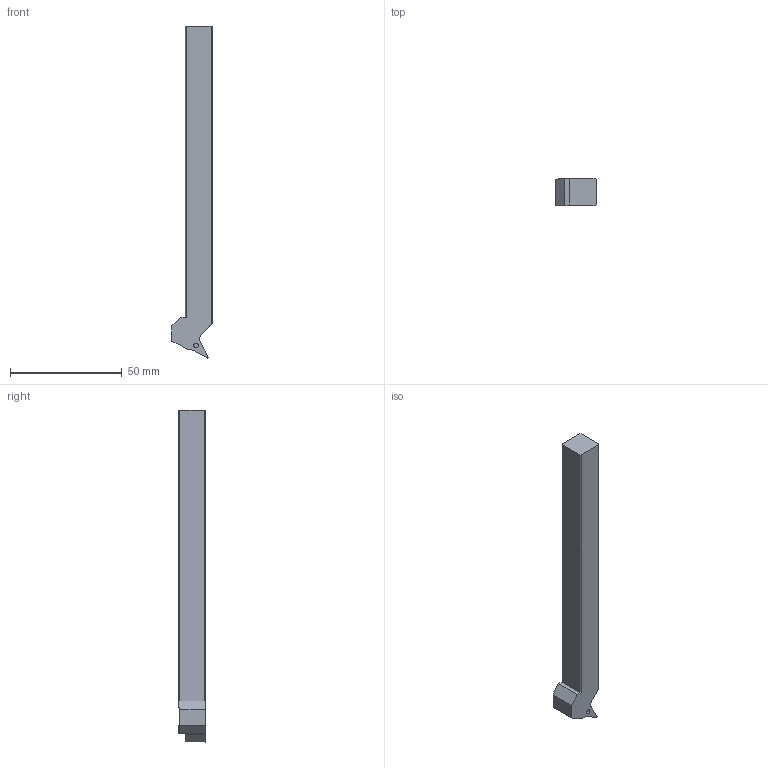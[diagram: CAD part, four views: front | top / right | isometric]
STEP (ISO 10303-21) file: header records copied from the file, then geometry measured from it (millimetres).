
FILE_DESCRIPTION(/* description */ (''),/* implementation_level */ '2;1');
FILE_NAME(/* name */ 'SVPPL1212M11-SM.stp',/* time_stamp */ '2021-12-22T09:37:57+09:00',/* author */ (''),/* organization */ (''),/* preprocessor_version */ 'ST-DEVELOPER v16',/* originating_system */ 'SIEMENS PLM Software NX 10.0',/* authorisation */ '');
FILE_SCHEMA (('AUTOMOTIVE_DESIGN { 1 0 10303 214 3 1 1 1 }'));
Length unit declared in the file: millimetre
Products named in the file (1): SVPPL1212M11-SM_ASM
Bounding box: 18 x 12.04 x 148.31 mm (x, y, z)
Volume: 20894.8 mm3; surface area: 7429.7 mm2
Topology: 2 solids, 2 shells, 70 faces, 200 edges, 137 vertices
Faces by surface type: plane 29, cylinder 27, cone 10, torus 2, bspline 2
Entity records: 2722 total; most frequent: CARTESIAN_POINT 759, DIRECTION 401, ORIENTED_EDGE 396, EDGE_CURVE 198, AXIS2_PLACEMENT_3D 149, VERTEX_POINT 134, LINE 103, VECTOR 103
